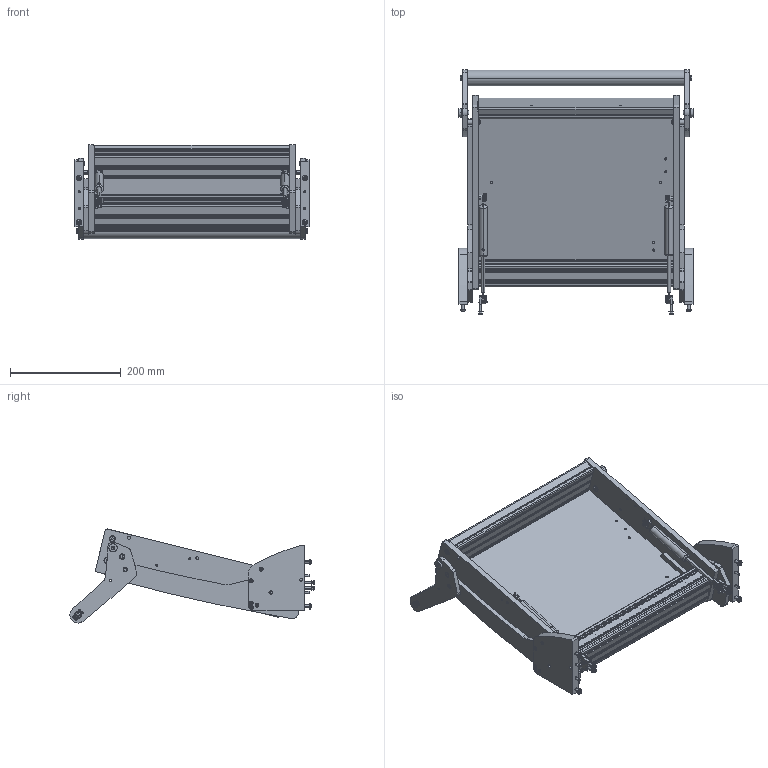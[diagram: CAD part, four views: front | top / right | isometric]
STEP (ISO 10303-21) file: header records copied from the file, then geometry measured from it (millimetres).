
FILE_DESCRIPTION (( 'STEP AP214' ), '1' );
FILE_NAME ('49265~8 01Kunde offen .STEP', '2021-07-09T06:11:57', ( '' ), ( '' ), 'SwSTEP 2.0', 'SolidWorks 2018', '' );
FILE_SCHEMA (( 'AUTOMOTIVE_DESIGN' ));
Length unit declared in the file: millimetre
Products named in the file (20): 48565~1_S; DIN6325~n_04,0m6x012; 2497-2~0; 2497-1~0; 49265~8    01Kunde offen ; 48727~1_S; K_02037~0; 49267~1_S; 54839~2_Kunde offen<S>; 49268~3_S; 54839_Kunde_offen_Prt~0_S; DIN125~n_06,4 M06,0 Fase; 48728~1_S; DIN912~n_M04,0x020; 34848~0_flexiebel<Standard>; 49317~0; 48726~2_S; DIN125~n_04,3 M04,0; K_02038~0; 38786~1
Assembly tree (30 placements, depth 3):
  49265~8    01Kunde offen 
    54839~2_Kunde offen<S>
      54839_Kunde_offen_Prt~0_S
    38786~1
      K_02037~0
      K_02038~0
    34848~0_flexiebel<Standard>
      2497-1~0
      2497-2~0
    48728~1_S
      48726~2_S
      DIN6325~n_04,0m6x012
      48565~1_S
      DIN125~n_06,4 M06,0 Fase
      DIN125~n_04,3 M04,0  x2
      DIN912~n_M04,0x020  x2
      49317~0
    48727~1_S
      48726~2_S
      DIN6325~n_04,0m6x012
      48565~1_S
      DIN912~n_M04,0x020  x2
      DIN125~n_06,4 M06,0 Fase
      DIN125~n_04,3 M04,0  x2
      49317~0
    49267~1_S
    49268~3_S
Bounding box: 423.87 x 439.98 x 169.45 mm (x, y, z)
Volume: 3351181.2 mm3; surface area: 1170767.5 mm2
Topology: 155 solids, 155 shells, 3057 faces, 7467 edges, 4745 vertices
Faces by surface type: cylinder 1362, plane 991, cone 442, torus 98, bspline 90, sphere 74
Entity records: 117073 total; most frequent: CARTESIAN_POINT 17180, DIRECTION 15527, ORIENTED_EDGE 13758, EDGE_CURVE 6879, AXIS2_PLACEMENT_3D 6075, VERTEX_POINT 4423, LINE 3377, VECTOR 3377
